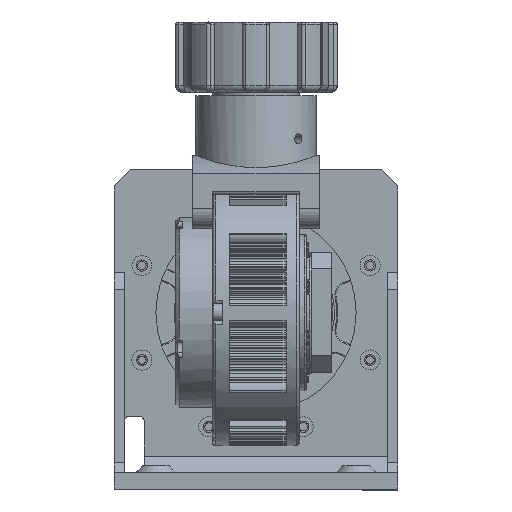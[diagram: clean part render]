
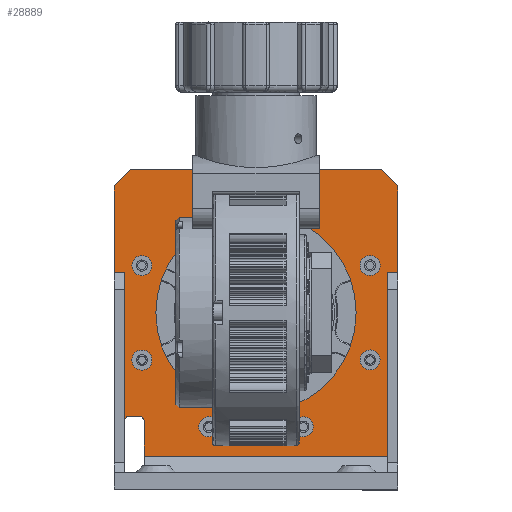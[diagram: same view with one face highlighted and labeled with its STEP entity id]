
A CAD part, top view. The second image highlights one B-rep face of the part: STEP entity #28889.
In plain terms, the highlighted planar face has unit normal (0, 0, 1).
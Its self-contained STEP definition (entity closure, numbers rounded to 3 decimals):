
#784=FACE_BOUND('',#5142,.T.);
#785=FACE_BOUND('',#5143,.T.);
#786=FACE_BOUND('',#5144,.T.);
#787=FACE_BOUND('',#5145,.T.);
#788=FACE_BOUND('',#5146,.T.);
#789=FACE_BOUND('',#5147,.T.);
#790=FACE_BOUND('',#5148,.T.);
#791=FACE_BOUND('',#5149,.T.);
#792=FACE_BOUND('',#5150,.T.);
#1378=PLANE('',#32600);
#3195=FACE_OUTER_BOUND('',#5141,.T.);
#5141=EDGE_LOOP('',(#26331,#26332,#26333,#26334,#26335,#26336,#26337,#26338,
#26339,#26340,#26341,#26342,#26343,#26344));
#5142=EDGE_LOOP('',(#26345));
#5143=EDGE_LOOP('',(#26346));
#5144=EDGE_LOOP('',(#26347));
#5145=EDGE_LOOP('',(#26348));
#5146=EDGE_LOOP('',(#26349));
#5147=EDGE_LOOP('',(#26350));
#5148=EDGE_LOOP('',(#26351));
#5149=EDGE_LOOP('',(#26352));
#5150=EDGE_LOOP('',(#26353));
#6961=LINE('',#55572,#8895);
#6976=LINE('',#55606,#8910);
#6987=LINE('',#55628,#8921);
#7056=LINE('',#55899,#8990);
#7059=LINE('',#55904,#8993);
#7096=LINE('',#56018,#9030);
#7097=LINE('',#56020,#9031);
#7098=LINE('',#56023,#9032);
#7099=LINE('',#56025,#9033);
#7100=LINE('',#56026,#9034);
#7101=LINE('',#56030,#9035);
#7102=LINE('',#56033,#9036);
#8895=VECTOR('',#41223,10.);
#8910=VECTOR('',#41246,10.);
#8921=VECTOR('',#41261,10.);
#8990=VECTOR('',#41524,10.);
#8993=VECTOR('',#41529,10.);
#9030=VECTOR('',#41688,10.);
#9031=VECTOR('',#41691,10.);
#9032=VECTOR('',#41694,10.);
#9033=VECTOR('',#41695,10.);
#9034=VECTOR('',#41696,10.);
#9035=VECTOR('',#41699,10.);
#9036=VECTOR('',#41702,10.);
#11017=CIRCLE('',#32601,1.6);
#11018=CIRCLE('',#32602,1.6);
#11019=CIRCLE('',#32603,30.);
#11020=CIRCLE('',#32604,3.);
#11021=CIRCLE('',#32605,3.);
#11022=CIRCLE('',#32606,3.);
#11023=CIRCLE('',#32607,3.);
#11024=CIRCLE('',#32608,3.);
#11025=CIRCLE('',#32609,3.);
#11026=CIRCLE('',#32610,3.);
#11027=CIRCLE('',#32611,3.);
#13611=VERTEX_POINT('',#55569);
#13612=VERTEX_POINT('',#55571);
#13626=VERTEX_POINT('',#55603);
#13627=VERTEX_POINT('',#55605);
#13635=VERTEX_POINT('',#55625);
#13636=VERTEX_POINT('',#55627);
#13740=VERTEX_POINT('',#55896);
#13741=VERTEX_POINT('',#55898);
#13742=VERTEX_POINT('',#55902);
#13759=VERTEX_POINT('',#56022);
#13760=VERTEX_POINT('',#56024);
#13761=VERTEX_POINT('',#56027);
#13762=VERTEX_POINT('',#56029);
#13763=VERTEX_POINT('',#56031);
#13764=VERTEX_POINT('',#56034);
#13765=VERTEX_POINT('',#56036);
#13766=VERTEX_POINT('',#56038);
#13767=VERTEX_POINT('',#56040);
#13768=VERTEX_POINT('',#56042);
#13769=VERTEX_POINT('',#56044);
#13770=VERTEX_POINT('',#56046);
#13771=VERTEX_POINT('',#56048);
#13772=VERTEX_POINT('',#56050);
#17742=EDGE_CURVE('',#13612,#13611,#6961,.T.);
#17759=EDGE_CURVE('',#13627,#13626,#6976,.T.);
#17770=EDGE_CURVE('',#13636,#13635,#6987,.T.);
#17903=EDGE_CURVE('',#13740,#13741,#7056,.T.);
#17906=EDGE_CURVE('',#13740,#13742,#7059,.T.);
#17959=EDGE_CURVE('',#13636,#13742,#7096,.T.);
#17960=EDGE_CURVE('',#13627,#13611,#7097,.T.);
#17961=EDGE_CURVE('',#13759,#13635,#7098,.T.);
#17962=EDGE_CURVE('',#13759,#13760,#7099,.T.);
#17963=EDGE_CURVE('',#13612,#13760,#7100,.T.);
#17964=EDGE_CURVE('',#13761,#13626,#11017,.T.);
#17965=EDGE_CURVE('',#13761,#13762,#7101,.T.);
#17966=EDGE_CURVE('',#13763,#13762,#11018,.T.);
#17967=EDGE_CURVE('',#13763,#13741,#7102,.T.);
#17968=EDGE_CURVE('',#13764,#13764,#11019,.T.);
#17969=EDGE_CURVE('',#13765,#13765,#11020,.T.);
#17970=EDGE_CURVE('',#13766,#13766,#11021,.T.);
#17971=EDGE_CURVE('',#13767,#13767,#11022,.T.);
#17972=EDGE_CURVE('',#13768,#13768,#11023,.T.);
#17973=EDGE_CURVE('',#13769,#13769,#11024,.T.);
#17974=EDGE_CURVE('',#13770,#13770,#11025,.T.);
#17975=EDGE_CURVE('',#13771,#13771,#11026,.T.);
#17976=EDGE_CURVE('',#13772,#13772,#11027,.T.);
#26331=ORIENTED_EDGE('',*,*,#17903,.F.);
#26332=ORIENTED_EDGE('',*,*,#17906,.T.);
#26333=ORIENTED_EDGE('',*,*,#17959,.F.);
#26334=ORIENTED_EDGE('',*,*,#17770,.T.);
#26335=ORIENTED_EDGE('',*,*,#17961,.F.);
#26336=ORIENTED_EDGE('',*,*,#17962,.T.);
#26337=ORIENTED_EDGE('',*,*,#17963,.F.);
#26338=ORIENTED_EDGE('',*,*,#17742,.T.);
#26339=ORIENTED_EDGE('',*,*,#17960,.F.);
#26340=ORIENTED_EDGE('',*,*,#17759,.T.);
#26341=ORIENTED_EDGE('',*,*,#17964,.F.);
#26342=ORIENTED_EDGE('',*,*,#17965,.T.);
#26343=ORIENTED_EDGE('',*,*,#17966,.F.);
#26344=ORIENTED_EDGE('',*,*,#17967,.T.);
#26345=ORIENTED_EDGE('',*,*,#17968,.T.);
#26346=ORIENTED_EDGE('',*,*,#17969,.T.);
#26347=ORIENTED_EDGE('',*,*,#17970,.T.);
#26348=ORIENTED_EDGE('',*,*,#17971,.T.);
#26349=ORIENTED_EDGE('',*,*,#17972,.T.);
#26350=ORIENTED_EDGE('',*,*,#17973,.T.);
#26351=ORIENTED_EDGE('',*,*,#17974,.T.);
#26352=ORIENTED_EDGE('',*,*,#17975,.T.);
#26353=ORIENTED_EDGE('',*,*,#17976,.T.);
#28889=ADVANCED_FACE('',(#3195,#784,#785,#786,#787,#788,#789,#790,#791,
#792),#1378,.T.);
#32600=AXIS2_PLACEMENT_3D('',#56021,#41692,#41693);
#32601=AXIS2_PLACEMENT_3D('',#56028,#41697,#41698);
#32602=AXIS2_PLACEMENT_3D('',#56032,#41700,#41701);
#32603=AXIS2_PLACEMENT_3D('',#56035,#41703,#41704);
#32604=AXIS2_PLACEMENT_3D('',#56037,#41705,#41706);
#32605=AXIS2_PLACEMENT_3D('',#56039,#41707,#41708);
#32606=AXIS2_PLACEMENT_3D('',#56041,#41709,#41710);
#32607=AXIS2_PLACEMENT_3D('',#56043,#41711,#41712);
#32608=AXIS2_PLACEMENT_3D('',#56045,#41713,#41714);
#32609=AXIS2_PLACEMENT_3D('',#56047,#41715,#41716);
#32610=AXIS2_PLACEMENT_3D('',#56049,#41717,#41718);
#32611=AXIS2_PLACEMENT_3D('',#56051,#41719,#41720);
#41223=DIRECTION('',(0.,-1.,0.));
#41246=DIRECTION('',(0.,-1.,0.));
#41261=DIRECTION('',(0.,1.,0.));
#41524=DIRECTION('',(-1.,0.,0.));
#41529=DIRECTION('',(0.,1.,0.));
#41688=DIRECTION('',(-1.,0.,0.));
#41691=DIRECTION('',(-1.,0.,0.));
#41692=DIRECTION('center_axis',(0.,0.,
1.));
#41693=DIRECTION('ref_axis',(1.,0.,0.));
#41694=DIRECTION('',(0.707,-0.707,0.));
#41695=DIRECTION('',(-1.,0.,0.));
#41696=DIRECTION('',(0.707,0.707,0.));
#41697=DIRECTION('center_axis',(0.,0.,
1.));
#41698=DIRECTION('ref_axis',(-0.707,0.707,0.));
#41699=DIRECTION('',(1.,0.,0.));
#41700=DIRECTION('center_axis',(0.,0.,
1.));
#41701=DIRECTION('ref_axis',(0.707,0.707,0.));
#41702=DIRECTION('',(0.,-1.,0.));
#41703=DIRECTION('center_axis',(0.,0.,
-1.));
#41704=DIRECTION('ref_axis',(1.,0.,0.));
#41705=DIRECTION('center_axis',(0.,0.,
-1.));
#41706=DIRECTION('ref_axis',(1.,0.,0.));
#41707=DIRECTION('center_axis',(0.,0.,
-1.));
#41708=DIRECTION('ref_axis',(0.707,0.707,0.));
#41709=DIRECTION('center_axis',(0.,0.,
-1.));
#41710=DIRECTION('ref_axis',(0.,1.,0.));
#41711=DIRECTION('center_axis',(0.,0.,
-1.));
#41712=DIRECTION('ref_axis',(-0.707,0.707,0.));
#41713=DIRECTION('center_axis',(0.,0.,
-1.));
#41714=DIRECTION('ref_axis',(-1.,0.,0.));
#41715=DIRECTION('center_axis',(0.,0.,
-1.));
#41716=DIRECTION('ref_axis',(-0.707,-0.707,0.));
#41717=DIRECTION('center_axis',(0.,0.,
-1.));
#41718=DIRECTION('ref_axis',(0.,-1.,0.));
#41719=DIRECTION('center_axis',(0.,0.,
-1.));
#41720=DIRECTION('ref_axis',(0.707,-0.707,0.));
#55569=CARTESIAN_POINT('',(-42.5,12.,-44.5));
#55571=CARTESIAN_POINT('',(-42.5,38.,-44.5));
#55572=CARTESIAN_POINT('',(-42.5,21.5,-44.5));
#55603=CARTESIAN_POINT('',(-39.5,-32.6,-44.5));
#55605=CARTESIAN_POINT('',(-39.5,12.,-44.5));
#55606=CARTESIAN_POINT('',(-39.5,-21.5,-44.5));
#55625=CARTESIAN_POINT('',(42.5,38.,-44.5));
#55627=CARTESIAN_POINT('',(42.5,12.,-44.5));
#55628=CARTESIAN_POINT('',(42.5,-21.5,-44.5));
#55896=CARTESIAN_POINT('',(39.5,-43.,-44.5));
#55898=CARTESIAN_POINT('',(-33.5,-43.,-44.5));
#55899=CARTESIAN_POINT('',(0.,-43.,-44.5));
#55902=CARTESIAN_POINT('',(39.5,12.,-44.5));
#55904=CARTESIAN_POINT('',(39.5,-21.5,-44.5));
#56018=CARTESIAN_POINT('',(20.5,12.,-44.5));
#56020=CARTESIAN_POINT('',(-20.5,12.,-44.5));
#56021=CARTESIAN_POINT('Origin',(0.,0.,
-44.5));
#56022=CARTESIAN_POINT('',(37.5,43.,-44.5));
#56023=CARTESIAN_POINT('',(40.125,40.375,-44.5));
#56024=CARTESIAN_POINT('',(-37.5,43.,-44.5));
#56025=CARTESIAN_POINT('',(21.25,43.,-44.5));
#56026=CARTESIAN_POINT('',(-40.125,40.375,-44.5));
#56027=CARTESIAN_POINT('',(-37.9,-31.,-44.5));
#56028=CARTESIAN_POINT('Origin',(-37.9,-32.6,-44.5));
#56029=CARTESIAN_POINT('',(-35.1,-31.,-44.5));
#56030=CARTESIAN_POINT('',(-19.75,-31.,-44.5));
#56031=CARTESIAN_POINT('',(-33.5,-32.6,-44.5));
#56032=CARTESIAN_POINT('Origin',(-35.1,-32.6,-44.5));
#56033=CARTESIAN_POINT('',(-33.5,-15.5,-44.5));
#56034=CARTESIAN_POINT('',(-30.,0.,-44.5));
#56035=CARTESIAN_POINT('Origin',(0.,0.,
-44.5));
#56036=CARTESIAN_POINT('',(-37.191,14.141,-44.5));
#56037=CARTESIAN_POINT('Origin',(-34.191,14.141,-44.5));
#56038=CARTESIAN_POINT('',(-36.297,-16.299,-44.5));
#56039=CARTESIAN_POINT('Origin',(-34.176,-14.177,-44.5));
#56040=CARTESIAN_POINT('',(-14.141,-37.191,-44.5));
#56041=CARTESIAN_POINT('Origin',(-14.141,-34.191,-44.5));
#56042=CARTESIAN_POINT('',(16.299,-36.297,-44.5));
#56043=CARTESIAN_POINT('Origin',(14.177,-34.176,-44.5));
#56044=CARTESIAN_POINT('',(37.191,-14.141,-44.5));
#56045=CARTESIAN_POINT('Origin',(34.191,-14.141,-44.5));
#56046=CARTESIAN_POINT('',(36.297,16.299,-44.5));
#56047=CARTESIAN_POINT('Origin',(34.176,14.177,-44.5));
#56048=CARTESIAN_POINT('',(14.141,37.191,-44.5));
#56049=CARTESIAN_POINT('Origin',(14.141,34.191,-44.5));
#56050=CARTESIAN_POINT('',(-16.299,36.297,-44.5));
#56051=CARTESIAN_POINT('Origin',(-14.177,34.176,-44.5));
